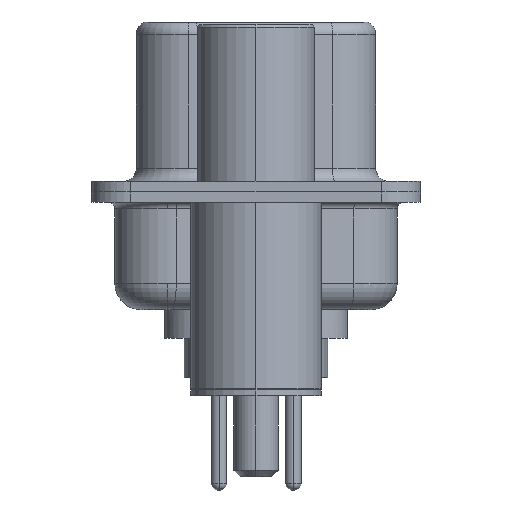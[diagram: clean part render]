
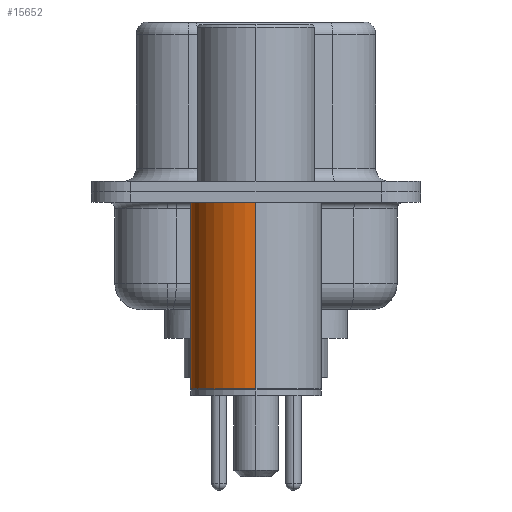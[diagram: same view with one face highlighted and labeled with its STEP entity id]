
A CAD part, left-side view. The second image highlights one B-rep face of the part: STEP entity #15652.
In plain terms, the highlighted cylindrical face has radius 2.5 mm (diameter 5 mm), a partial arc.
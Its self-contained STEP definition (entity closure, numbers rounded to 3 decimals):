
#1214 = VECTOR ( 'NONE', #2662, 1000. ) ;
#1394 = DIRECTION ( 'NONE',  ( 1., 0., 0. ) ) ;
#2022 = ORIENTED_EDGE ( 'NONE', *, *, #2988, .T. ) ;
#2070 = AXIS2_PLACEMENT_3D ( 'NONE', #20528, #12026, #1394 ) ;
#2662 = DIRECTION ( 'NONE',  ( 0., 0., 1. ) ) ;
#2773 = CARTESIAN_POINT ( 'NONE',  ( -2.5, 0., 0.581 ) ) ;
#2988 = EDGE_CURVE ( 'NONE', #21289, #22030, #10699, .T. ) ;
#3030 = EDGE_CURVE ( 'NONE', #22030, #21205, #11235, .T. ) ;
#3089 = EDGE_CURVE ( 'NONE', #15939, #21205, #18788, .T. ) ;
#3122 = EDGE_CURVE ( 'NONE', #21289, #15939, #13716, .T. ) ;
#4340 = VECTOR ( 'NONE', #14838, 1000. ) ;
#5098 = CARTESIAN_POINT ( 'NONE',  ( 0., 0., -7.525 ) ) ;
#5721 = CYLINDRICAL_SURFACE ( 'NONE', #2070, 2.5 ) ;
#5861 = AXIS2_PLACEMENT_3D ( 'NONE', #12481, #12395, #12378 ) ;
#5994 = EDGE_LOOP ( 'NONE', ( #2022, #21308, #18825, #13705 ) ) ;
#6028 = CARTESIAN_POINT ( 'NONE',  ( -2.5, 0., -0.4 ) ) ;
#6150 = AXIS2_PLACEMENT_3D ( 'NONE', #5098, #10027, #10000 ) ;
#6249 = FACE_OUTER_BOUND ( 'NONE', #5994, .T. ) ;
#8853 = CARTESIAN_POINT ( 'NONE',  ( 2.5, 0., -0.4 ) ) ;
#9703 = CARTESIAN_POINT ( 'NONE',  ( 2.5, 0., -7.525 ) ) ;
#10000 = DIRECTION ( 'NONE',  ( 1., 0., 0. ) ) ;
#10027 = DIRECTION ( 'NONE',  ( 0., 0., 1. ) ) ;
#10699 = CIRCLE ( 'NONE', #6150, 2.5 ) ;
#11235 = LINE ( 'NONE', #2773, #1214 ) ;
#12026 = DIRECTION ( 'NONE',  ( 0., 0., 1. ) ) ;
#12378 = DIRECTION ( 'NONE',  ( 1., 0., 0. ) ) ;
#12395 = DIRECTION ( 'NONE',  ( 0., 0., 1. ) ) ;
#12481 = CARTESIAN_POINT ( 'NONE',  ( 0., 0., -0.4 ) ) ;
#13705 = ORIENTED_EDGE ( 'NONE', *, *, #3122, .F. ) ;
#13716 = LINE ( 'NONE', #15789, #4340 ) ;
#14072 = CARTESIAN_POINT ( 'NONE',  ( -2.5, 0., -7.525 ) ) ;
#14838 = DIRECTION ( 'NONE',  ( 0., 0., 1. ) ) ;
#15652 = ADVANCED_FACE ( 'NONE', ( #6249 ), #5721, .T. ) ;
#15789 = CARTESIAN_POINT ( 'NONE',  ( 2.5, 0., 0.581 ) ) ;
#15939 = VERTEX_POINT ( 'NONE', #8853 ) ;
#18788 = CIRCLE ( 'NONE', #5861, 2.5 ) ;
#18825 = ORIENTED_EDGE ( 'NONE', *, *, #3089, .F. ) ;
#20528 = CARTESIAN_POINT ( 'NONE',  ( 0., 0., 0.581 ) ) ;
#21205 = VERTEX_POINT ( 'NONE', #6028 ) ;
#21289 = VERTEX_POINT ( 'NONE', #9703 ) ;
#21308 = ORIENTED_EDGE ( 'NONE', *, *, #3030, .T. ) ;
#22030 = VERTEX_POINT ( 'NONE', #14072 ) ;
